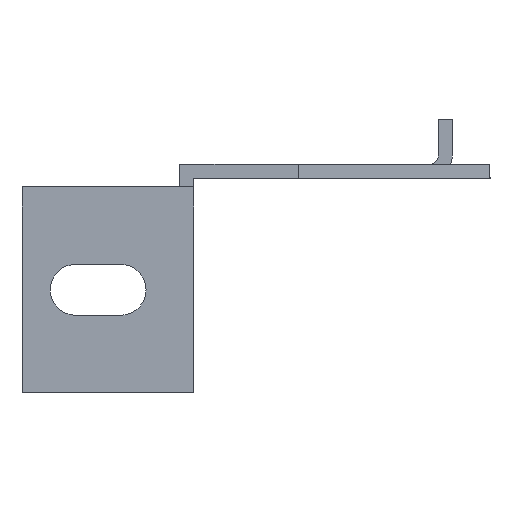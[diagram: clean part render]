
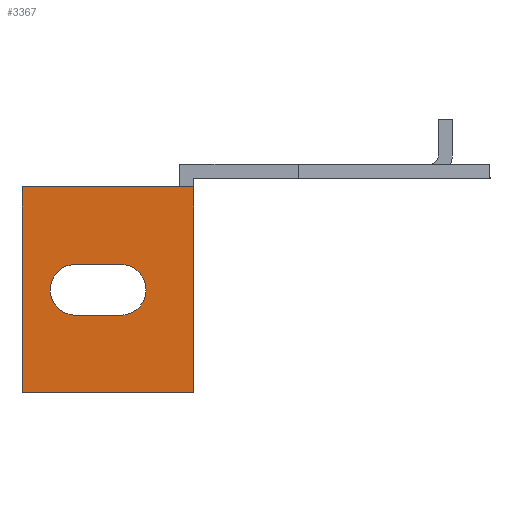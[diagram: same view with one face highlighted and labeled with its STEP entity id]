
A CAD part, left-side view. The second image highlights one B-rep face of the part: STEP entity #3367.
In plain terms, the highlighted planar face has unit normal (-1, 0, 0).
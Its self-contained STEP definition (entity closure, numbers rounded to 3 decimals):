
#14 = CARTESIAN_POINT ( 'NONE',  ( -303., 28., -18.25 ) ) ;
#59 = ORIENTED_EDGE ( 'NONE', *, *, #3295, .T. ) ;
#73 = DIRECTION ( 'NONE',  ( 0., 0., -1. ) ) ;
#88 = CARTESIAN_POINT ( 'NONE',  ( -303., 28., -18.25 ) ) ;
#193 = VERTEX_POINT ( 'NONE', #88 ) ;
#196 = EDGE_CURVE ( 'NONE', #1016, #193, #3999, .T. ) ;
#212 = DIRECTION ( 'NONE',  ( 0., -1., 0. ) ) ;
#229 = CARTESIAN_POINT ( 'NONE',  ( -303., -2.5, 18.25 ) ) ;
#308 = DIRECTION ( 'NONE',  ( 0., -1., 0. ) ) ;
#325 = DIRECTION ( 'NONE',  ( 1., 0., 0. ) ) ;
#351 = CARTESIAN_POINT ( 'NONE',  ( -303., 10.5, 0. ) ) ;
#392 = CARTESIAN_POINT ( 'NONE',  ( -303., -2.5, -18.25 ) ) ;
#447 = FACE_OUTER_BOUND ( 'NONE', #3043, .T. ) ;
#485 = CARTESIAN_POINT ( 'NONE',  ( -303., 10.5, 4.5 ) ) ;
#566 = DIRECTION ( 'NONE',  ( -1., 0., 0. ) ) ;
#648 = VECTOR ( 'NONE', #2276, 1000. ) ;
#731 = DIRECTION ( 'NONE',  ( 0., -1., 0. ) ) ;
#783 = CIRCLE ( 'NONE', #2108, 4.5 ) ;
#867 = DIRECTION ( 'NONE',  ( 1., 0., 0. ) ) ;
#880 = CARTESIAN_POINT ( 'NONE',  ( -303., 18.5, 0. ) ) ;
#958 = LINE ( 'NONE', #3787, #3677 ) ;
#1008 = ORIENTED_EDGE ( 'NONE', *, *, #2731, .T. ) ;
#1016 = VERTEX_POINT ( 'NONE', #3009 ) ;
#1076 = VECTOR ( 'NONE', #3825, 1000. ) ;
#1130 = EDGE_CURVE ( 'NONE', #1016, #3377, #958, .T. ) ;
#1183 = VERTEX_POINT ( 'NONE', #485 ) ;
#1291 = LINE ( 'NONE', #3805, #1076 ) ;
#1394 = EDGE_CURVE ( 'NONE', #3153, #1183, #3230, .T. ) ;
#1445 = CARTESIAN_POINT ( 'NONE',  ( -303., 10.5, 0. ) ) ;
#1457 = DIRECTION ( 'NONE',  ( 0., 1., 0. ) ) ;
#1473 = FACE_BOUND ( 'NONE', #1770, .T. ) ;
#1596 = VERTEX_POINT ( 'NONE', #392 ) ;
#1601 = AXIS2_PLACEMENT_3D ( 'NONE', #1792, #566, #2769 ) ;
#1746 = ORIENTED_EDGE ( 'NONE', *, *, #3754, .T. ) ;
#1766 = DIRECTION ( 'NONE',  ( 0., -1., 0. ) ) ;
#1770 = EDGE_LOOP ( 'NONE', ( #4121, #3453, #1008, #1746, #59 ) ) ;
#1792 = CARTESIAN_POINT ( 'NONE',  ( -303., 28., 18.25 ) ) ;
#1936 = EDGE_CURVE ( 'NONE', #3377, #1596, #1291, .T. ) ;
#1967 = CIRCLE ( 'NONE', #2558, 4.5 ) ;
#2053 = LINE ( 'NONE', #14, #2664 ) ;
#2108 = AXIS2_PLACEMENT_3D ( 'NONE', #880, #867, #731 ) ;
#2178 = CIRCLE ( 'NONE', #3431, 4.5 ) ;
#2195 = CARTESIAN_POINT ( 'NONE',  ( -303., 28., 4.5 ) ) ;
#2258 = CARTESIAN_POINT ( 'NONE',  ( -303., 28., 18.25 ) ) ;
#2276 = DIRECTION ( 'NONE',  ( 0., -1., 0. ) ) ;
#2442 = PLANE ( 'NONE',  #1601 ) ;
#2558 = AXIS2_PLACEMENT_3D ( 'NONE', #351, #325, #308 ) ;
#2664 = VECTOR ( 'NONE', #3121, 1000. ) ;
#2721 = EDGE_CURVE ( 'NONE', #3746, #3153, #783, .T. ) ;
#2731 = EDGE_CURVE ( 'NONE', #1183, #3795, #1967, .T. ) ;
#2769 = DIRECTION ( 'NONE',  ( 0., -1., 0. ) ) ;
#2776 = EDGE_CURVE ( 'NONE', #193, #1596, #2053, .T. ) ;
#3009 = CARTESIAN_POINT ( 'NONE',  ( -303., 28., 18.25 ) ) ;
#3043 = EDGE_LOOP ( 'NONE', ( #3868, #3767, #3996, #3598 ) ) ;
#3121 = DIRECTION ( 'NONE',  ( 0., -1., 0. ) ) ;
#3153 = VERTEX_POINT ( 'NONE', #3293 ) ;
#3230 = LINE ( 'NONE', #2195, #648 ) ;
#3293 = CARTESIAN_POINT ( 'NONE',  ( -303., 18.5, 4.5 ) ) ;
#3295 = EDGE_CURVE ( 'NONE', #3701, #3746, #3474, .T. ) ;
#3328 = CARTESIAN_POINT ( 'NONE',  ( -303., 10.5, -4.5 ) ) ;
#3340 = CARTESIAN_POINT ( 'NONE',  ( -303., 18.5, -4.5 ) ) ;
#3367 = ADVANCED_FACE ( 'NONE', ( #447, #1473 ), #2442, .T. ) ;
#3371 = VECTOR ( 'NONE', #1457, 1000. ) ;
#3377 = VERTEX_POINT ( 'NONE', #229 ) ;
#3431 = AXIS2_PLACEMENT_3D ( 'NONE', #1445, #3687, #1766 ) ;
#3453 = ORIENTED_EDGE ( 'NONE', *, *, #1394, .T. ) ;
#3474 = LINE ( 'NONE', #3698, #3371 ) ;
#3598 = ORIENTED_EDGE ( 'NONE', *, *, #1936, .F. ) ;
#3677 = VECTOR ( 'NONE', #212, 1000. ) ;
#3687 = DIRECTION ( 'NONE',  ( 1., 0., 0. ) ) ;
#3698 = CARTESIAN_POINT ( 'NONE',  ( -303., 28., -4.5 ) ) ;
#3701 = VERTEX_POINT ( 'NONE', #3328 ) ;
#3746 = VERTEX_POINT ( 'NONE', #3340 ) ;
#3754 = EDGE_CURVE ( 'NONE', #3795, #3701, #2178, .T. ) ;
#3767 = ORIENTED_EDGE ( 'NONE', *, *, #196, .T. ) ;
#3787 = CARTESIAN_POINT ( 'NONE',  ( -303., 1.5, 18.25 ) ) ;
#3795 = VERTEX_POINT ( 'NONE', #4005 ) ;
#3805 = CARTESIAN_POINT ( 'NONE',  ( -303., -2.5, 18.25 ) ) ;
#3825 = DIRECTION ( 'NONE',  ( 0., 0., -1. ) ) ;
#3868 = ORIENTED_EDGE ( 'NONE', *, *, #1130, .F. ) ;
#3996 = ORIENTED_EDGE ( 'NONE', *, *, #2776, .T. ) ;
#3999 = LINE ( 'NONE', #2258, #4119 ) ;
#4005 = CARTESIAN_POINT ( 'NONE',  ( -303., 6., 0. ) ) ;
#4119 = VECTOR ( 'NONE', #73, 1000. ) ;
#4121 = ORIENTED_EDGE ( 'NONE', *, *, #2721, .T. ) ;
